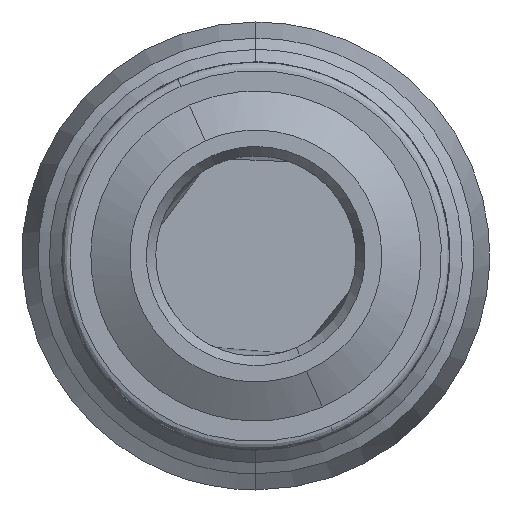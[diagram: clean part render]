
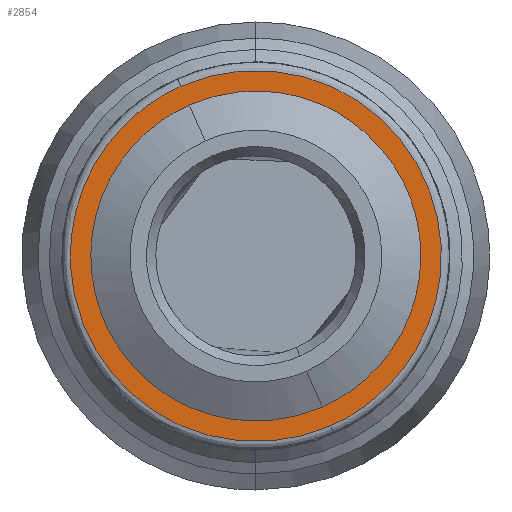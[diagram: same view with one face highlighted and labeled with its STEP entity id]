
A CAD part, front view. The second image highlights one B-rep face of the part: STEP entity #2854.
In plain terms, the highlighted free-form (B-spline) face has degree [1, 1] with [2, 2] control points.
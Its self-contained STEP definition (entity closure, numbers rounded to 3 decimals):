
#25 = CARTESIAN_POINT ( 'NONE',  ( -1.226, -3.9, -5.009 ) ) ;
#79 = B_SPLINE_SURFACE_WITH_KNOTS ( 'NONE', 1, 1, ( 
 ( #2561, #2877 ),
 ( #672, #2239 ) ),
 .UNSPECIFIED., .F., .F., .F.,
 ( 2, 2 ),
 ( 2, 2 ),
 ( 0., 1. ),
 ( 0., 1. ),
 .UNSPECIFIED. ) ;
#320 = CARTESIAN_POINT ( 'NONE',  ( 4.158, -3.9, -3.049 ) ) ;
#324 = B_SPLINE_CURVE_WITH_KNOTS ( 'NONE', 3,
 ( #3742, #1843, #1543, #1863, #25, #2516, #955, #1637, #1235, #2194, #1877, #3775, #3478, #2825, #1560, #2531, #345, #1223 ),
 .UNSPECIFIED., .F., .F.,
 ( 4, 2, 2, 2, 2, 2, 2, 2, 4 ),
 ( 0., 0.393, 0.785, 1.178, 1.571, 1.963, 2.356, 2.749, 3.142 ),
 .UNSPECIFIED. ) ;
#332 = CARTESIAN_POINT ( 'NONE',  ( 5.096, -3.9, 0.784 ) ) ;
#343 = CARTESIAN_POINT ( 'NONE',  ( 1.226, -3.9, 5.009 ) ) ;
#345 = CARTESIAN_POINT ( 'NONE',  ( -2.675, -3.9, 4.408 ) ) ;
#561 = CARTESIAN_POINT ( 'NONE',  ( -2.06, -3.9, 4.679 ) ) ;
#611 = CARTESIAN_POINT ( 'NONE',  ( 4.949, -3.9, 1.446 ) ) ;
#622 = CARTESIAN_POINT ( 'NONE',  ( 5.126, -3.9, -0.558 ) ) ;
#672 = CARTESIAN_POINT ( 'NONE',  ( 2.98, -3.9, 7.671 ) ) ;
#694 = VERTEX_POINT ( 'NONE', #3492 ) ;
#750 = VERTEX_POINT ( 'NONE', #2563 ) ;
#900 = EDGE_CURVE ( 'NONE', #694, #3924, #2159, .T. ) ;
#907 = EDGE_CURVE ( 'NONE', #750, #1947, #324, .T. ) ;
#933 = CARTESIAN_POINT ( 'NONE',  ( 4.408, -3.9, 2.675 ) ) ;
#955 = CARTESIAN_POINT ( 'NONE',  ( -3.049, -3.9, -4.158 ) ) ;
#1223 = CARTESIAN_POINT ( 'NONE',  ( -2.06, -3.9, 4.679 ) ) ;
#1235 = CARTESIAN_POINT ( 'NONE',  ( -4.408, -3.9, -2.675 ) ) ;
#1443 = ORIENTED_EDGE ( 'NONE', *, *, #900, .F. ) ;
#1446 = FACE_OUTER_BOUND ( 'NONE', #2099, .T. ) ;
#1516 = CARTESIAN_POINT ( 'NONE',  ( 5.009, -3.9, -1.226 ) ) ;
#1543 = CARTESIAN_POINT ( 'NONE',  ( 0.784, -3.9, -5.096 ) ) ;
#1560 = CARTESIAN_POINT ( 'NONE',  ( -4.158, -3.9, 3.049 ) ) ;
#1571 = CARTESIAN_POINT ( 'NONE',  ( 3.23, -3.9, -4.019 ) ) ;
#1637 = CARTESIAN_POINT ( 'NONE',  ( -4.019, -3.9, -3.23 ) ) ;
#1678 = B_SPLINE_CURVE_WITH_KNOTS ( 'NONE', 3,
 ( #561, #4070, #2541, #2807, #343, #2486, #1875, #2514, #933, #611, #332, #622, #1516, #2836, #320, #1571, #2163, #3791 ),
 .UNSPECIFIED., .F., .F.,
 ( 4, 2, 2, 2, 2, 2, 2, 2, 4 ),
 ( 0., 0.393, 0.785, 1.178, 1.571, 1.963, 2.356, 2.749, 3.142 ),
 .UNSPECIFIED. ) ;
#1756 = CARTESIAN_POINT ( 'NONE',  ( 2.317, -3.9, -5.262 ) ) ;
#1843 = CARTESIAN_POINT ( 'NONE',  ( 1.446, -3.9, -4.949 ) ) ;
#1863 = CARTESIAN_POINT ( 'NONE',  ( -0.558, -3.9, -5.126 ) ) ;
#1875 = CARTESIAN_POINT ( 'NONE',  ( 3.049, -3.9, 4.158 ) ) ;
#1877 = CARTESIAN_POINT ( 'NONE',  ( -5.096, -3.9, -0.784 ) ) ;
#1947 = VERTEX_POINT ( 'NONE', #2930 ) ;
#2099 = EDGE_LOOP ( 'NONE', ( #3929, #1443 ) ) ;
#2109 = ORIENTED_EDGE ( 'NONE', *, *, #2456, .T. ) ;
#2131 = CARTESIAN_POINT ( 'NONE',  ( 12.842, -3.9, -0.628 ) ) ;
#2159 =( BOUNDED_CURVE ( )  B_SPLINE_CURVE ( 3, ( #2762, #3400, #2131, #3095 ),
 .UNSPECIFIED., .F., .F. ) 
 B_SPLINE_CURVE_WITH_KNOTS ( ( 4, 4 ),
 ( 0., 3.142 ),
 .UNSPECIFIED. ) 
 CURVE ( )  GEOMETRIC_REPRESENTATION_ITEM ( )  RATIONAL_B_SPLINE_CURVE ( ( 0.957, 0.319, 0.319, 0.957 ) ) 
 REPRESENTATION_ITEM ( '' )  );
#2163 = CARTESIAN_POINT ( 'NONE',  ( 2.675, -3.9, -4.408 ) ) ;
#2187 = CARTESIAN_POINT ( 'NONE',  ( 2.317, -3.9, -5.262 ) ) ;
#2194 = CARTESIAN_POINT ( 'NONE',  ( -4.949, -3.9, -1.446 ) ) ;
#2239 = CARTESIAN_POINT ( 'NONE',  ( -7.671, -3.9, 2.98 ) ) ;
#2456 = EDGE_CURVE ( 'NONE', #1947, #750, #1678, .T. ) ;
#2486 = CARTESIAN_POINT ( 'NONE',  ( 2.477, -3.9, 4.522 ) ) ;
#2514 = CARTESIAN_POINT ( 'NONE',  ( 4.019, -3.9, 3.23 ) ) ;
#2516 = CARTESIAN_POINT ( 'NONE',  ( -2.477, -3.9, -4.522 ) ) ;
#2531 = CARTESIAN_POINT ( 'NONE',  ( -3.23, -3.9, 4.019 ) ) ;
#2541 = CARTESIAN_POINT ( 'NONE',  ( -0.784, -3.9, 5.096 ) ) ;
#2561 = CARTESIAN_POINT ( 'NONE',  ( 7.671, -3.9, -2.98 ) ) ;
#2563 = CARTESIAN_POINT ( 'NONE',  ( 2.06, -3.9, -4.679 ) ) ;
#2599 = FACE_BOUND ( 'NONE', #2952, .T. ) ;
#2690 =( BOUNDED_CURVE ( )  B_SPLINE_CURVE ( 3, ( #1756, #3968, #3669, #3010 ),
 .UNSPECIFIED., .F., .F. ) 
 B_SPLINE_CURVE_WITH_KNOTS ( ( 4, 4 ),
 ( 0., 3.142 ),
 .UNSPECIFIED. ) 
 CURVE ( )  GEOMETRIC_REPRESENTATION_ITEM ( )  RATIONAL_B_SPLINE_CURVE ( ( 0.957, 0.319, 0.319, 0.957 ) ) 
 REPRESENTATION_ITEM ( '' )  );
#2762 = CARTESIAN_POINT ( 'NONE',  ( -2.317, -3.9, 5.262 ) ) ;
#2807 = CARTESIAN_POINT ( 'NONE',  ( 0.558, -3.9, 5.126 ) ) ;
#2825 = CARTESIAN_POINT ( 'NONE',  ( -4.522, -3.9, 2.477 ) ) ;
#2836 = CARTESIAN_POINT ( 'NONE',  ( 4.522, -3.9, -2.477 ) ) ;
#2854 = ADVANCED_FACE ( 'NONE', ( #2599, #1446 ), #79, .T. ) ;
#2877 = CARTESIAN_POINT ( 'NONE',  ( -2.98, -3.9, -7.671 ) ) ;
#2930 = CARTESIAN_POINT ( 'NONE',  ( -2.06, -3.9, 4.679 ) ) ;
#2952 = EDGE_LOOP ( 'NONE', ( #3652, #2109 ) ) ;
#3010 = CARTESIAN_POINT ( 'NONE',  ( -2.317, -3.9, 5.262 ) ) ;
#3095 = CARTESIAN_POINT ( 'NONE',  ( 2.317, -3.9, -5.262 ) ) ;
#3400 = CARTESIAN_POINT ( 'NONE',  ( 8.207, -3.9, 9.897 ) ) ;
#3478 = CARTESIAN_POINT ( 'NONE',  ( -5.009, -3.9, 1.226 ) ) ;
#3492 = CARTESIAN_POINT ( 'NONE',  ( -2.317, -3.9, 5.262 ) ) ;
#3511 = EDGE_CURVE ( 'NONE', #3924, #694, #2690, .T. ) ;
#3652 = ORIENTED_EDGE ( 'NONE', *, *, #907, .T. ) ;
#3669 = CARTESIAN_POINT ( 'NONE',  ( -12.842, -3.9, 0.628 ) ) ;
#3742 = CARTESIAN_POINT ( 'NONE',  ( 2.06, -3.9, -4.679 ) ) ;
#3775 = CARTESIAN_POINT ( 'NONE',  ( -5.126, -3.9, 0.558 ) ) ;
#3791 = CARTESIAN_POINT ( 'NONE',  ( 2.06, -3.9, -4.679 ) ) ;
#3924 = VERTEX_POINT ( 'NONE', #2187 ) ;
#3929 = ORIENTED_EDGE ( 'NONE', *, *, #3511, .F. ) ;
#3968 = CARTESIAN_POINT ( 'NONE',  ( -8.207, -3.9, -9.897 ) ) ;
#4070 = CARTESIAN_POINT ( 'NONE',  ( -1.446, -3.9, 4.949 ) ) ;
